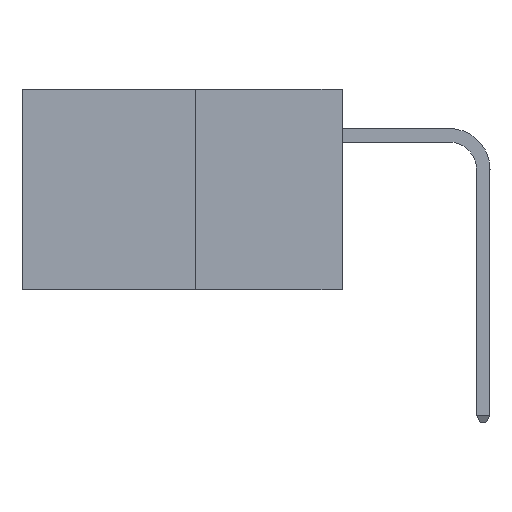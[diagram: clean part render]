
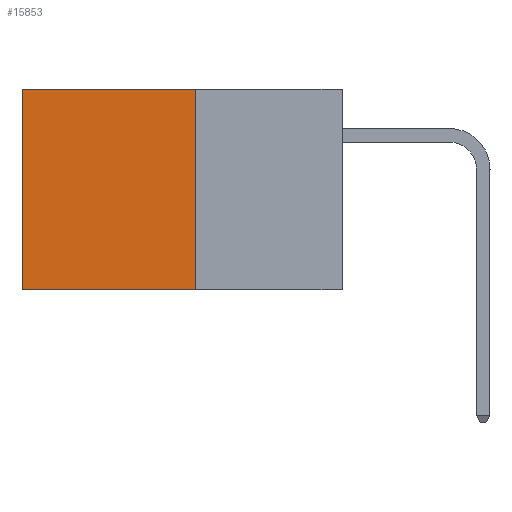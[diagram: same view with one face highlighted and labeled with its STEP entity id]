
A CAD part, left-side view. The second image highlights one B-rep face of the part: STEP entity #15853.
In plain terms, the highlighted planar face has unit normal (-1, 0, 0).
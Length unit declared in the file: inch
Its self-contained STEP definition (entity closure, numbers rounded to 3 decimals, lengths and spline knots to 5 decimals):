
#261 = VERTEX_POINT ( 'NONE', #18135 ) ;
#300 = CARTESIAN_POINT ( 'NONE',  ( 0.277, 0.27, 0. ) ) ;
#2584 = CARTESIAN_POINT ( 'NONE',  ( 0.277, 0.27, 0. ) ) ;
#2968 = DIRECTION ( 'NONE',  ( 0., 1., 0. ) ) ;
#3339 = EDGE_CURVE ( 'NONE', #6225, #261, #10839, .T. ) ;
#3707 = DIRECTION ( 'NONE',  ( 1., 0., 0. ) ) ;
#3768 = CARTESIAN_POINT ( 'NONE',  ( 0.277, 0.27, -0.37 ) ) ;
#4285 = CARTESIAN_POINT ( 'NONE',  ( 0.277, 0.59, -0.37 ) ) ;
#4294 = LINE ( 'NONE', #2584, #9216 ) ;
#4630 = VECTOR ( 'NONE', #12225, 39.37008 ) ;
#5066 = EDGE_CURVE ( 'NONE', #5747, #24238, #9450, .T. ) ;
#5405 = LINE ( 'NONE', #9324, #22007 ) ;
#5747 = VERTEX_POINT ( 'NONE', #300 ) ;
#5840 = CARTESIAN_POINT ( 'NONE',  ( 0.277, 0.27, -0.37 ) ) ;
#6225 = VERTEX_POINT ( 'NONE', #24728 ) ;
#8556 = DIRECTION ( 'NONE',  ( 0., 0., -1. ) ) ;
#9125 = EDGE_CURVE ( 'NONE', #24238, #261, #5405, .T. ) ;
#9216 = VECTOR ( 'NONE', #15127, 39.37008 ) ;
#9324 = CARTESIAN_POINT ( 'NONE',  ( 0.277, 0.27, -0.37 ) ) ;
#9450 = LINE ( 'NONE', #3768, #14346 ) ;
#9571 = EDGE_LOOP ( 'NONE', ( #21855, #10911, #10666, #19197 ) ) ;
#10053 = PLANE ( 'NONE',  #26201 ) ;
#10666 = ORIENTED_EDGE ( 'NONE', *, *, #5066, .F. ) ;
#10839 = LINE ( 'NONE', #4285, #4630 ) ;
#10911 = ORIENTED_EDGE ( 'NONE', *, *, #9125, .F. ) ;
#12176 = EDGE_CURVE ( 'NONE', #5747, #6225, #4294, .T. ) ;
#12225 = DIRECTION ( 'NONE',  ( 0., 0., -1. ) ) ;
#14252 = DIRECTION ( 'NONE',  ( 0., 0., -1. ) ) ;
#14346 = VECTOR ( 'NONE', #8556, 39.37008 ) ;
#15127 = DIRECTION ( 'NONE',  ( 0., 1., 0. ) ) ;
#15853 = ADVANCED_FACE ( 'NONE', ( #26294 ), #10053, .F. ) ;
#17510 = CARTESIAN_POINT ( 'NONE',  ( 0.277, 0.27, -0.37 ) ) ;
#18135 = CARTESIAN_POINT ( 'NONE',  ( 0.277, 0.59, -0.37 ) ) ;
#19197 = ORIENTED_EDGE ( 'NONE', *, *, #12176, .T. ) ;
#21855 = ORIENTED_EDGE ( 'NONE', *, *, #3339, .T. ) ;
#22007 = VECTOR ( 'NONE', #2968, 39.37008 ) ;
#24238 = VERTEX_POINT ( 'NONE', #17510 ) ;
#24728 = CARTESIAN_POINT ( 'NONE',  ( 0.277, 0.59, 0. ) ) ;
#26201 = AXIS2_PLACEMENT_3D ( 'NONE', #5840, #3707, #14252 ) ;
#26294 = FACE_OUTER_BOUND ( 'NONE', #9571, .T. ) ;
